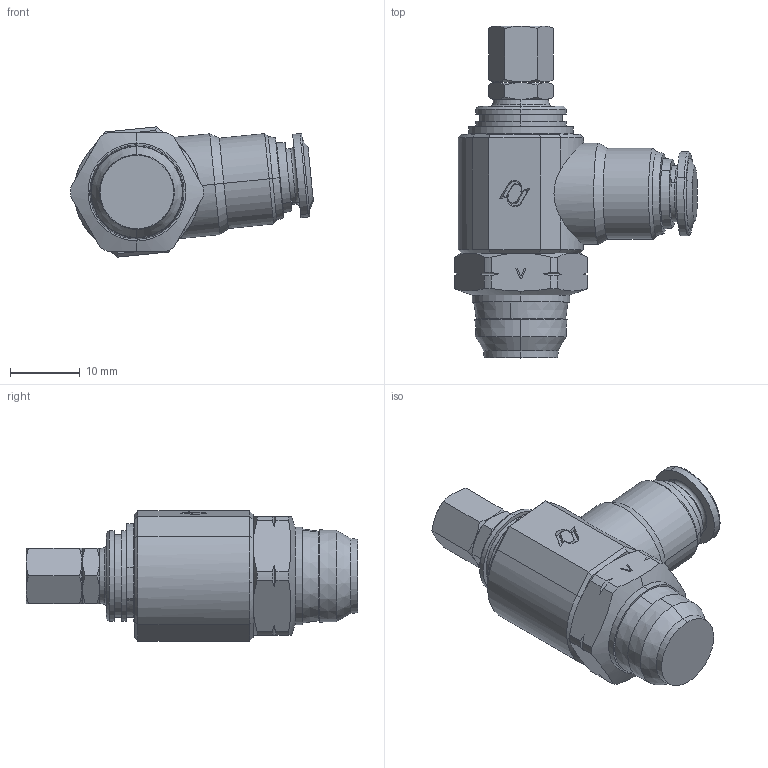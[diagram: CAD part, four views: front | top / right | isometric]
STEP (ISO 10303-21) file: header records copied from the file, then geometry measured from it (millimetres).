
FILE_DESCRIPTION (( 'STEP AP214' ), '1' );
FILE_NAME ('5791500009A.step', '2012-10-22T17:41:11', ( '' ), ( '' ), 'SwSTEP 2.0', 'SolidWorks 2012', '' );
FILE_SCHEMA (( 'AUTOMOTIVE_DESIGN' ));
Length unit declared in the file: millimetre
Products named in the file (1): 5791500009A
Bounding box: 34.76 x 47.5 x 18.65 mm (x, y, z)
Volume: 10247.3 mm3; surface area: 3672.9 mm2
Topology: 2 solids, 2 shells, 233 faces, 557 edges, 343 vertices
Faces by surface type: plane 92, cone 86, cylinder 47, torus 6, bspline 2
Entity records: 8150 total; most frequent: CARTESIAN_POINT 1644, DIRECTION 1126, ORIENTED_EDGE 1114, EDGE_CURVE 557, AXIS2_PLACEMENT_3D 443, VERTEX_POINT 343, EDGE_LOOP 250, VECTOR 240
